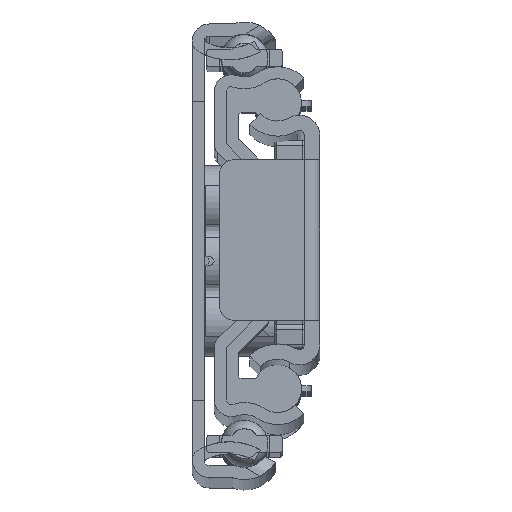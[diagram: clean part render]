
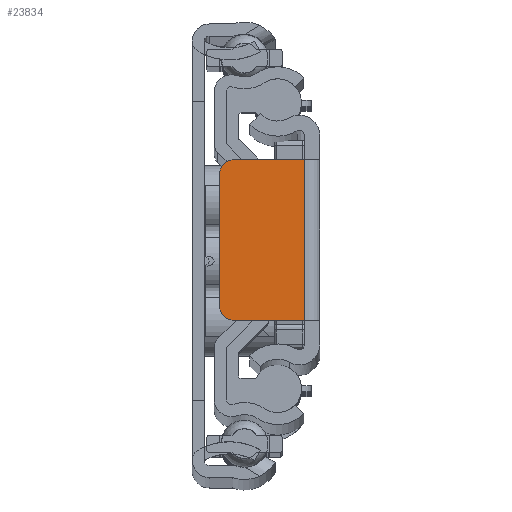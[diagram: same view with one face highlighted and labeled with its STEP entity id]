
A CAD part, top view. The second image highlights one B-rep face of the part: STEP entity #23834.
In plain terms, the highlighted planar face has unit normal (0, 0, 1).
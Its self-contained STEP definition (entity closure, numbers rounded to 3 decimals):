
#2380=FACE_OUTER_BOUND('',#3614,.T.);
#3614=EDGE_LOOP('',(#18235,#18236,#18237,#18238,#18239,#18240));
#4818=CIRCLE('',#25441,1.5);
#4821=CIRCLE('',#25446,1.5);
#6625=LINE('',#36693,#8664);
#6628=LINE('',#36700,#8667);
#6629=LINE('',#36704,#8668);
#6630=LINE('',#36705,#8669);
#8664=VECTOR('',#29569,10.);
#8667=VECTOR('',#29576,10.);
#8668=VECTOR('',#29579,10.);
#8669=VECTOR('',#29580,10.);
#10632=VERTEX_POINT('',#36683);
#10633=VERTEX_POINT('',#36684);
#10636=VERTEX_POINT('',#36692);
#10638=VERTEX_POINT('',#36699);
#10639=VERTEX_POINT('',#36701);
#10640=VERTEX_POINT('',#36703);
#13482=EDGE_CURVE('',#10632,#10633,#4818,.T.);
#13486=EDGE_CURVE('',#10633,#10636,#6625,.T.);
#13490=EDGE_CURVE('',#10632,#10638,#6628,.T.);
#13491=EDGE_CURVE('',#10639,#10638,#4821,.T.);
#13492=EDGE_CURVE('',#10640,#10639,#6629,.T.);
#13493=EDGE_CURVE('',#10636,#10640,#6630,.T.);
#18235=ORIENTED_EDGE('',*,*,#13482,.F.);
#18236=ORIENTED_EDGE('',*,*,#13490,.T.);
#18237=ORIENTED_EDGE('',*,*,#13491,.F.);
#18238=ORIENTED_EDGE('',*,*,#13492,.F.);
#18239=ORIENTED_EDGE('',*,*,#13493,.F.);
#18240=ORIENTED_EDGE('',*,*,#13486,.F.);
#23136=PLANE('',#25445);
#23834=ADVANCED_FACE('',(#2380),#23136,.T.);
#25441=AXIS2_PLACEMENT_3D('',#36685,#29561,#29562);
#25445=AXIS2_PLACEMENT_3D('',#36698,#29574,#29575);
#25446=AXIS2_PLACEMENT_3D('',#36702,#29577,#29578);
#29561=DIRECTION('center_axis',(0.,0.,
-1.));
#29562=DIRECTION('ref_axis',(-0.707,0.707,0.));
#29569=DIRECTION('',(1.,0.,0.));
#29574=DIRECTION('center_axis',(0.,0.,
1.));
#29575=DIRECTION('ref_axis',(1.,0.,0.));
#29576=DIRECTION('',(0.,-1.,0.));
#29577=DIRECTION('center_axis',(0.,0.,
-1.));
#29578=DIRECTION('ref_axis',(-0.707,-0.707,0.));
#29579=DIRECTION('',(-1.,0.,0.));
#29580=DIRECTION('',(0.,-1.,0.));
#36683=CARTESIAN_POINT('',(-2.5,6.5,910.));
#36684=CARTESIAN_POINT('',(-1.,8.,910.));
#36685=CARTESIAN_POINT('Origin',(-1.,6.5,910.));
#36692=CARTESIAN_POINT('',(6.,8.,910.));
#36693=CARTESIAN_POINT('',(6.,8.,910.));
#36698=CARTESIAN_POINT('Origin',(-2.5,0.,
910.));
#36699=CARTESIAN_POINT('',(-2.5,-6.5,910.));
#36700=CARTESIAN_POINT('',(-2.5,0.,910.));
#36701=CARTESIAN_POINT('',(-1.,-8.,910.));
#36702=CARTESIAN_POINT('Origin',(-1.,-6.5,910.));
#36703=CARTESIAN_POINT('',(6.,-8.,910.));
#36704=CARTESIAN_POINT('',(6.,-8.,910.));
#36705=CARTESIAN_POINT('',(6.,0.,910.));
